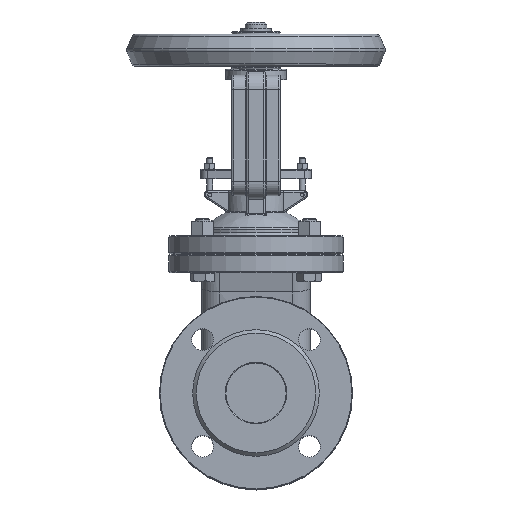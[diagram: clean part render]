
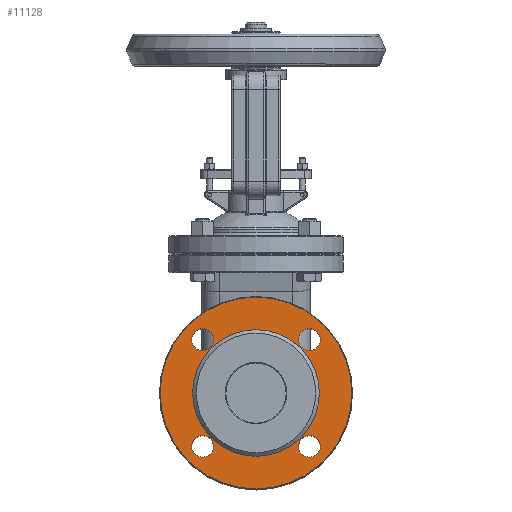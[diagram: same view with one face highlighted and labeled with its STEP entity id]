
A CAD part, top view. The second image highlights one B-rep face of the part: STEP entity #11128.
In plain terms, the highlighted planar face has unit normal (0, 0, 1).
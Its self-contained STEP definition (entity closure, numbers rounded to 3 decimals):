
#439=FACE_BOUND('',#3405,.T.);
#440=FACE_BOUND('',#3406,.T.);
#441=FACE_BOUND('',#3407,.T.);
#442=FACE_BOUND('',#3408,.T.);
#443=FACE_BOUND('',#3409,.T.);
#594=PLANE('',#12269);
#2695=FACE_OUTER_BOUND('',#3404,.T.);
#3404=EDGE_LOOP('',(#8761));
#3405=EDGE_LOOP('',(#8762));
#3406=EDGE_LOOP('',(#8763));
#3407=EDGE_LOOP('',(#8764));
#3408=EDGE_LOOP('',(#8765));
#3409=EDGE_LOOP('',(#8766));
#4048=CIRCLE('',#12264,79.5);
#4052=CIRCLE('',#12270,52.5);
#4053=CIRCLE('',#12271,9.);
#4054=CIRCLE('',#12272,9.);
#4055=CIRCLE('',#12273,9.);
#4056=CIRCLE('',#12274,9.);
#4888=VERTEX_POINT('',#20066);
#4891=VERTEX_POINT('',#20077);
#4892=VERTEX_POINT('',#20079);
#4893=VERTEX_POINT('',#20081);
#4894=VERTEX_POINT('',#20083);
#4895=VERTEX_POINT('',#20085);
#6224=EDGE_CURVE('',#4888,#4888,#4048,.T.);
#6229=EDGE_CURVE('',#4891,#4891,#4052,.T.);
#6230=EDGE_CURVE('',#4892,#4892,#4053,.T.);
#6231=EDGE_CURVE('',#4893,#4893,#4054,.T.);
#6232=EDGE_CURVE('',#4894,#4894,#4055,.T.);
#6233=EDGE_CURVE('',#4895,#4895,#4056,.T.);
#8761=ORIENTED_EDGE('',*,*,#6224,.T.);
#8762=ORIENTED_EDGE('',*,*,#6229,.T.);
#8763=ORIENTED_EDGE('',*,*,#6230,.T.);
#8764=ORIENTED_EDGE('',*,*,#6231,.T.);
#8765=ORIENTED_EDGE('',*,*,#6232,.T.);
#8766=ORIENTED_EDGE('',*,*,#6233,.T.);
#11128=ADVANCED_FACE('',(#2695,#439,#440,#441,#442,#443),#594,.T.);
#12264=AXIS2_PLACEMENT_3D('',#20068,#14563,#14564);
#12269=AXIS2_PLACEMENT_3D('',#20076,#14574,#14575);
#12270=AXIS2_PLACEMENT_3D('',#20078,#14576,#14577);
#12271=AXIS2_PLACEMENT_3D('',#20080,#14578,#14579);
#12272=AXIS2_PLACEMENT_3D('',#20082,#14580,#14581);
#12273=AXIS2_PLACEMENT_3D('',#20084,#14582,#14583);
#12274=AXIS2_PLACEMENT_3D('',#20086,#14584,#14585);
#14563=DIRECTION('center_axis',(0.,0.,1.));
#14564=DIRECTION('ref_axis',(-1.,0.,0.));
#14574=DIRECTION('center_axis',(0.,0.,1.));
#14575=DIRECTION('ref_axis',(1.,0.,0.));
#14576=DIRECTION('center_axis',(0.,0.,-1.));
#14577=DIRECTION('ref_axis',(-1.,0.,0.));
#14578=DIRECTION('center_axis',(0.,0.,-1.));
#14579=DIRECTION('ref_axis',(-1.,0.,0.));
#14580=DIRECTION('center_axis',(0.,0.,-1.));
#14581=DIRECTION('ref_axis',(-1.,0.,0.));
#14582=DIRECTION('center_axis',(0.,0.,-1.));
#14583=DIRECTION('ref_axis',(-1.,0.,0.));
#14584=DIRECTION('center_axis',(0.,0.,-1.));
#14585=DIRECTION('ref_axis',(-1.,0.,0.));
#20066=CARTESIAN_POINT('',(79.5,0.,247.));
#20068=CARTESIAN_POINT('Origin',(0.,0.,247.));
#20076=CARTESIAN_POINT('Origin',(0.,0.,247.));
#20077=CARTESIAN_POINT('',(52.5,0.,247.));
#20078=CARTESIAN_POINT('Origin',(0.,0.,247.));
#20079=CARTESIAN_POINT('',(53.194,-44.194,247.));
#20080=CARTESIAN_POINT('Origin',(44.194,-44.194,247.));
#20081=CARTESIAN_POINT('',(-35.194,-44.194,247.));
#20082=CARTESIAN_POINT('Origin',(-44.194,-44.194,247.));
#20083=CARTESIAN_POINT('',(-35.194,44.194,247.));
#20084=CARTESIAN_POINT('Origin',(-44.194,44.194,247.));
#20085=CARTESIAN_POINT('',(53.194,44.194,247.));
#20086=CARTESIAN_POINT('Origin',(44.194,44.194,247.));
